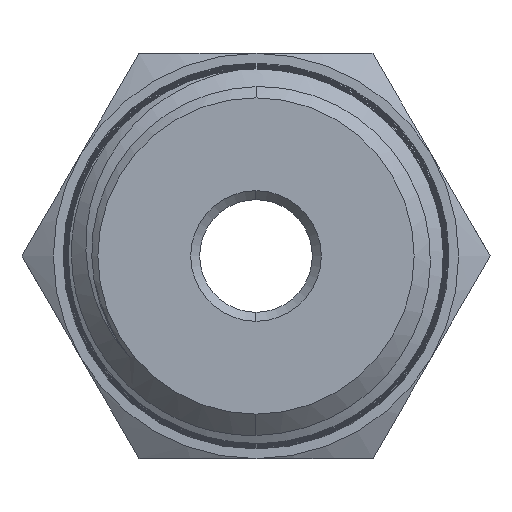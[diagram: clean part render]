
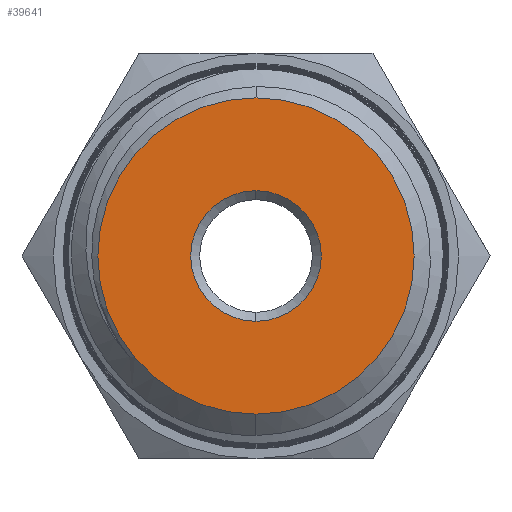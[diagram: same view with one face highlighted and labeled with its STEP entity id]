
A CAD part, front view. The second image highlights one B-rep face of the part: STEP entity #39641.
In plain terms, the highlighted planar face has unit normal (0, -1, 0).
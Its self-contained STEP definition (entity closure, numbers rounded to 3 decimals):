
#1220 = DIRECTION ( 'NONE',  ( 0., -1., 0. ) ) ;
#1348 = EDGE_LOOP ( 'NONE', ( #30063, #16443 ) ) ;
#1984 = DIRECTION ( 'NONE',  ( 0., 1., 0. ) ) ;
#7558 = CARTESIAN_POINT ( 'NONE',  ( 0., -11.5, 2.9 ) ) ;
#8161 = CIRCLE ( 'NONE', #48930, 7.025 ) ;
#11133 = EDGE_LOOP ( 'NONE', ( #29699, #19666 ) ) ;
#11430 = VERTEX_POINT ( 'NONE', #14213 ) ;
#12631 = CARTESIAN_POINT ( 'NONE',  ( 0., -11.5, 0. ) ) ;
#14213 = CARTESIAN_POINT ( 'NONE',  ( 0., -11.5, 7.025 ) ) ;
#14735 = CARTESIAN_POINT ( 'NONE',  ( 0., -11.5, 0. ) ) ;
#15927 = CIRCLE ( 'NONE', #28376, 7.025 ) ;
#16421 = DIRECTION ( 'NONE',  ( 0., 0., 1. ) ) ;
#16443 = ORIENTED_EDGE ( 'NONE', *, *, #19046, .T. ) ;
#18554 = DIRECTION ( 'NONE',  ( 0., 0., -1. ) ) ;
#19046 = EDGE_CURVE ( 'NONE', #26101, #11430, #8161, .T. ) ;
#19666 = ORIENTED_EDGE ( 'NONE', *, *, #31233, .T. ) ;
#22191 = DIRECTION ( 'NONE',  ( 0., 0., -1. ) ) ;
#23237 = VERTEX_POINT ( 'NONE', #46704 ) ;
#23928 = CARTESIAN_POINT ( 'NONE',  ( 0., -11.5, 0. ) ) ;
#24701 = CARTESIAN_POINT ( 'NONE',  ( 0., -11.5, 0. ) ) ;
#25829 = DIRECTION ( 'NONE',  ( 0., -1., 0. ) ) ;
#26101 = VERTEX_POINT ( 'NONE', #44845 ) ;
#26128 = EDGE_CURVE ( 'NONE', #23237, #28517, #38206, .T. ) ;
#27714 = DIRECTION ( 'NONE',  ( 0., 0., 1. ) ) ;
#28376 = AXIS2_PLACEMENT_3D ( 'NONE', #12631, #39070, #16421 ) ;
#28478 = DIRECTION ( 'NONE',  ( 0., 0., -1. ) ) ;
#28517 = VERTEX_POINT ( 'NONE', #7558 ) ;
#29699 = ORIENTED_EDGE ( 'NONE', *, *, #26128, .T. ) ;
#29979 = AXIS2_PLACEMENT_3D ( 'NONE', #44833, #25829, #22191 ) ;
#30063 = ORIENTED_EDGE ( 'NONE', *, *, #38514, .F. ) ;
#31138 = AXIS2_PLACEMENT_3D ( 'NONE', #14735, #41193, #18554 ) ;
#31233 = EDGE_CURVE ( 'NONE', #28517, #23237, #33993, .T. ) ;
#33993 = CIRCLE ( 'NONE', #45116, 2.9 ) ;
#38206 = CIRCLE ( 'NONE', #31138, 2.9 ) ;
#38514 = EDGE_CURVE ( 'NONE', #26101, #11430, #15927, .T. ) ;
#39070 = DIRECTION ( 'NONE',  ( 0., 1., 0. ) ) ;
#39641 = ADVANCED_FACE ( 'NONE', ( #49056, #47854 ), #41021, .T. ) ;
#41021 = PLANE ( 'NONE',  #29979 ) ;
#41193 = DIRECTION ( 'NONE',  ( 0., 1., 0. ) ) ;
#44833 = CARTESIAN_POINT ( 'NONE',  ( 0., -11.5, 0. ) ) ;
#44845 = CARTESIAN_POINT ( 'NONE',  ( 0., -11.5, -7.025 ) ) ;
#45116 = AXIS2_PLACEMENT_3D ( 'NONE', #24701, #1984, #28478 ) ;
#46704 = CARTESIAN_POINT ( 'NONE',  ( 0., -11.5, -2.9 ) ) ;
#47854 = FACE_OUTER_BOUND ( 'NONE', #1348, .T. ) ;
#48930 = AXIS2_PLACEMENT_3D ( 'NONE', #23928, #1220, #27714 ) ;
#49056 = FACE_BOUND ( 'NONE', #11133, .T. ) ;
